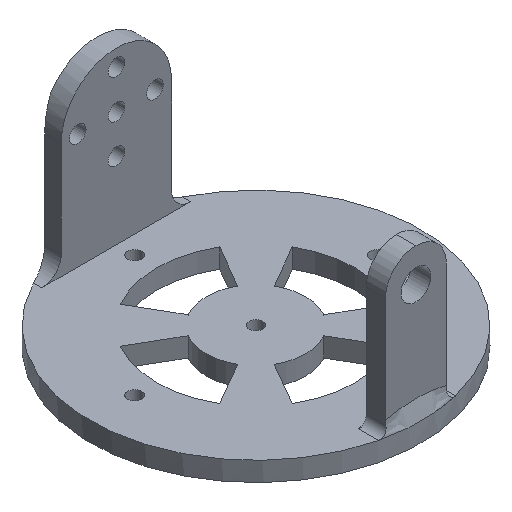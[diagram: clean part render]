
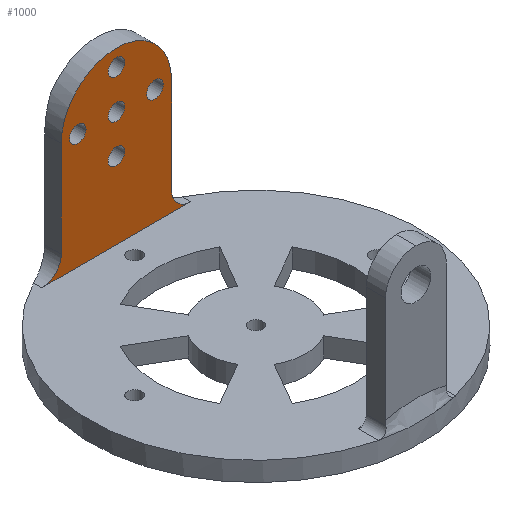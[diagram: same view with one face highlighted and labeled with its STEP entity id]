
A CAD part, isometric view. The second image highlights one B-rep face of the part: STEP entity #1000.
In plain terms, the highlighted planar face has unit normal (0, -1, 0).
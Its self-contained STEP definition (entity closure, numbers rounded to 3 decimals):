
#31=FACE_BOUND('',#251,.T.);
#32=FACE_BOUND('',#252,.T.);
#33=FACE_BOUND('',#253,.T.);
#34=FACE_BOUND('',#254,.T.);
#35=FACE_BOUND('',#255,.T.);
#92=CIRCLE('',#1073,3.5);
#93=CIRCLE('',#1076,3.5);
#110=CIRCLE('',#1103,1.5);
#111=CIRCLE('',#1105,10.);
#112=CIRCLE('',#1107,1.5);
#113=CIRCLE('',#1109,1.5);
#114=CIRCLE('',#1111,1.5);
#115=CIRCLE('',#1113,1.5);
#189=FACE_OUTER_BOUND('',#250,.T.);
#250=EDGE_LOOP('',(#878,#879,#880,#881,#882,#883));
#251=EDGE_LOOP('',(#884));
#252=EDGE_LOOP('',(#885));
#253=EDGE_LOOP('',(#886));
#254=EDGE_LOOP('',(#887));
#255=EDGE_LOOP('',(#888));
#312=LINE('',#1593,#383);
#315=LINE('',#1624,#386);
#325=LINE('',#1819,#396);
#383=VECTOR('',#1264,10.);
#386=VECTOR('',#1285,10.);
#396=VECTOR('',#1325,10.);
#460=VERTEX_POINT('',#1590);
#461=VERTEX_POINT('',#1592);
#468=VERTEX_POINT('',#1608);
#470=VERTEX_POINT('',#1623);
#472=VERTEX_POINT('',#1629);
#491=VERTEX_POINT('',#1817);
#497=VERTEX_POINT('',#1844);
#499=VERTEX_POINT('',#1874);
#500=VERTEX_POINT('',#1878);
#501=VERTEX_POINT('',#1882);
#503=VERTEX_POINT('',#1895);
#580=EDGE_CURVE('',#460,#461,#312,.T.);
#588=EDGE_CURVE('',#461,#468,#92,.T.);
#591=EDGE_CURVE('',#468,#470,#315,.T.);
#594=EDGE_CURVE('',#472,#460,#93,.T.);
#618=EDGE_CURVE('',#472,#491,#325,.T.);
#630=EDGE_CURVE('',#497,#497,#110,.T.);
#635=EDGE_CURVE('',#491,#470,#111,.T.);
#637=EDGE_CURVE('',#499,#499,#112,.T.);
#639=EDGE_CURVE('',#500,#500,#113,.T.);
#641=EDGE_CURVE('',#501,#501,#114,.T.);
#645=EDGE_CURVE('',#503,#503,#115,.T.);
#878=ORIENTED_EDGE('',*,*,#635,.T.);
#879=ORIENTED_EDGE('',*,*,#591,.F.);
#880=ORIENTED_EDGE('',*,*,#588,.F.);
#881=ORIENTED_EDGE('',*,*,#580,.F.);
#882=ORIENTED_EDGE('',*,*,#594,.F.);
#883=ORIENTED_EDGE('',*,*,#618,.T.);
#884=ORIENTED_EDGE('',*,*,#645,.T.);
#885=ORIENTED_EDGE('',*,*,#641,.T.);
#886=ORIENTED_EDGE('',*,*,#639,.T.);
#887=ORIENTED_EDGE('',*,*,#637,.T.);
#888=ORIENTED_EDGE('',*,*,#630,.T.);
#954=PLANE('',#1114);
#1000=ADVANCED_FACE('',(#189,#31,#32,#33,#34,#35),#954,.T.);
#1073=AXIS2_PLACEMENT_3D('',#1609,#1280,#1281);
#1076=AXIS2_PLACEMENT_3D('',#1630,#1290,#1291);
#1103=AXIS2_PLACEMENT_3D('',#1845,#1358,#1359);
#1105=AXIS2_PLACEMENT_3D('',#1866,#1363,#1364);
#1107=AXIS2_PLACEMENT_3D('',#1875,#1367,#1368);
#1109=AXIS2_PLACEMENT_3D('',#1879,#1372,#1373);
#1111=AXIS2_PLACEMENT_3D('',#1883,#1377,#1378);
#1113=AXIS2_PLACEMENT_3D('',#1896,#1382,#1383);
#1114=AXIS2_PLACEMENT_3D('',#1898,#1385,#1386);
#1264=DIRECTION('',(-1.,0.,0.));
#1280=DIRECTION('center_axis',(0.,-1.,0.));
#1281=DIRECTION('ref_axis',(0.707,0.,-0.707));
#1285=DIRECTION('',(0.,0.,1.));
#1290=DIRECTION('center_axis',(0.,-1.,0.));
#1291=DIRECTION('ref_axis',(-0.707,0.,-0.707));
#1325=DIRECTION('',(0.,0.,1.));
#1358=DIRECTION('center_axis',(0.,1.,0.));
#1359=DIRECTION('ref_axis',(1.,0.,0.));
#1363=DIRECTION('center_axis',(0.,-1.,0.));
#1364=DIRECTION('ref_axis',(1.,0.,0.));
#1367=DIRECTION('center_axis',(0.,1.,0.));
#1368=DIRECTION('ref_axis',(1.,0.,0.));
#1372=DIRECTION('center_axis',(0.,1.,0.));
#1373=DIRECTION('ref_axis',(1.,0.,0.));
#1377=DIRECTION('center_axis',(0.,1.,0.));
#1378=DIRECTION('ref_axis',(1.,0.,0.));
#1382=DIRECTION('center_axis',(0.,1.,0.));
#1383=DIRECTION('ref_axis',(1.,0.,0.));
#1385=DIRECTION('center_axis',(0.,-1.,0.));
#1386=DIRECTION('ref_axis',(1.,0.,0.));
#1590=CARTESIAN_POINT('',(13.502,47.126,-30.992));
#1592=CARTESIAN_POINT('',(-13.498,47.126,-30.992));
#1593=CARTESIAN_POINT('',(-4.999,47.126,-30.992));
#1608=CARTESIAN_POINT('',(-9.998,47.126,-27.492));
#1609=CARTESIAN_POINT('Origin',(-13.498,47.126,-27.492));
#1623=CARTESIAN_POINT('',(-9.998,47.126,-10.125));
#1624=CARTESIAN_POINT('',(-9.998,47.126,-30.992));
#1629=CARTESIAN_POINT('',(10.002,47.126,-27.492));
#1630=CARTESIAN_POINT('Origin',(13.502,47.126,-27.492));
#1817=CARTESIAN_POINT('',(10.002,47.126,-10.125));
#1819=CARTESIAN_POINT('',(10.002,47.126,-30.992));
#1844=CARTESIAN_POINT('',(5.502,47.126,-10.125));
#1845=CARTESIAN_POINT('Origin',(7.002,47.126,-10.125));
#1866=CARTESIAN_POINT('Origin',(0.002,47.126,-10.125));
#1874=CARTESIAN_POINT('',(-1.497,47.126,-17.125));
#1875=CARTESIAN_POINT('Origin',(0.003,47.126,-17.125));
#1878=CARTESIAN_POINT('',(-1.496,47.126,-3.125));
#1879=CARTESIAN_POINT('Origin',(0.004,47.126,-3.125));
#1882=CARTESIAN_POINT('',(-8.498,47.126,-10.125));
#1883=CARTESIAN_POINT('Origin',(-6.998,47.126,-10.125));
#1895=CARTESIAN_POINT('',(-1.498,47.126,-10.125));
#1896=CARTESIAN_POINT('Origin',(0.002,47.126,-10.125));
#1898=CARTESIAN_POINT('Origin',(-9.998,47.126,-30.992));
